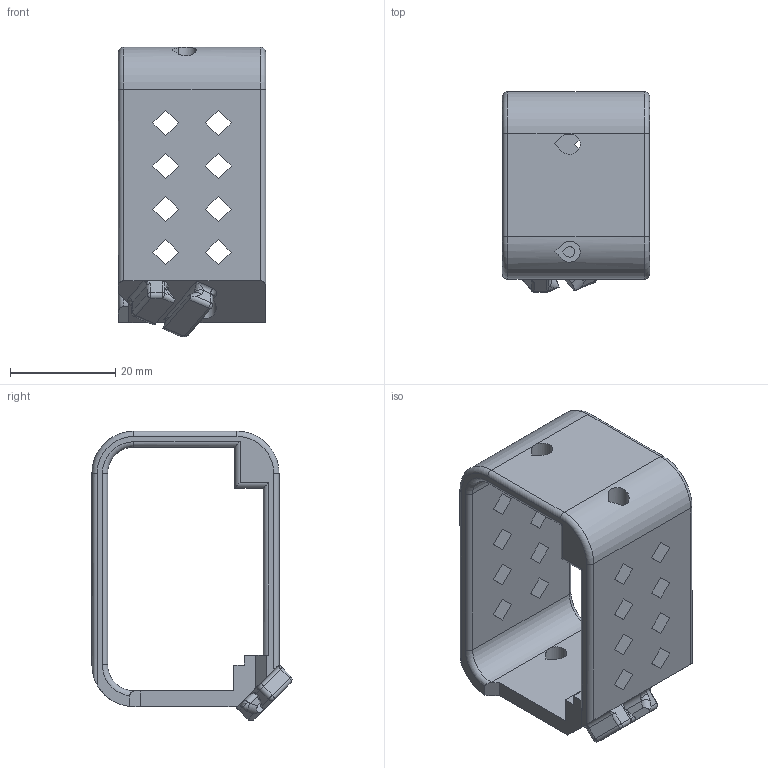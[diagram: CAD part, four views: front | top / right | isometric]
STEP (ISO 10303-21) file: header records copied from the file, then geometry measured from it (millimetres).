
FILE_DESCRIPTION(/* description */ (''),/* implementation_level */ '2;1');
FILE_NAME(/* name */ 'Motor_holder_SO101_Base.step',/* time_stamp */ '2025-04-14T17:47:30+02:00',/* author */ (''),/* organization */ (''),/* preprocessor_version */ 'ST-DEVELOPER v20.1',/* originating_system */ 'Autodesk Translation Framework v14.4.0.0',/* authorisation */ '');
FILE_SCHEMA (('AUTOMOTIVE_DESIGN { 1 0 10303 214 3 1 1 }'));
Length unit declared in the file: millimetre
Products named in the file (4): Motor_holder_SO101_Base; Wiring_holder v1; Wiring_holder v1 (1); Wiring_holder v1 (2)
Assembly tree (3 placements, depth 2):
  Motor_holder_SO101_Base
    Wiring_holder v1
    Wiring_holder v1 (1)
    Wiring_holder v1 (2)
Bounding box: 28 x 38.09 x 55.08 mm (x, y, z)
Volume: 13314.3 mm3; surface area: 10047.5 mm2
Topology: 1 solids, 1 shells, 204 faces, 558 edges, 350 vertices
Faces by surface type: plane 121, cylinder 57, torus 17, sphere 6, bspline 3
Entity records: 6767 total; most frequent: CARTESIAN_POINT 1382, ORIENTED_EDGE 1112, DIRECTION 1085, EDGE_CURVE 556, LINE 393, VECTOR 393, VERTEX_POINT 350, AXIS2_PLACEMENT_3D 346
